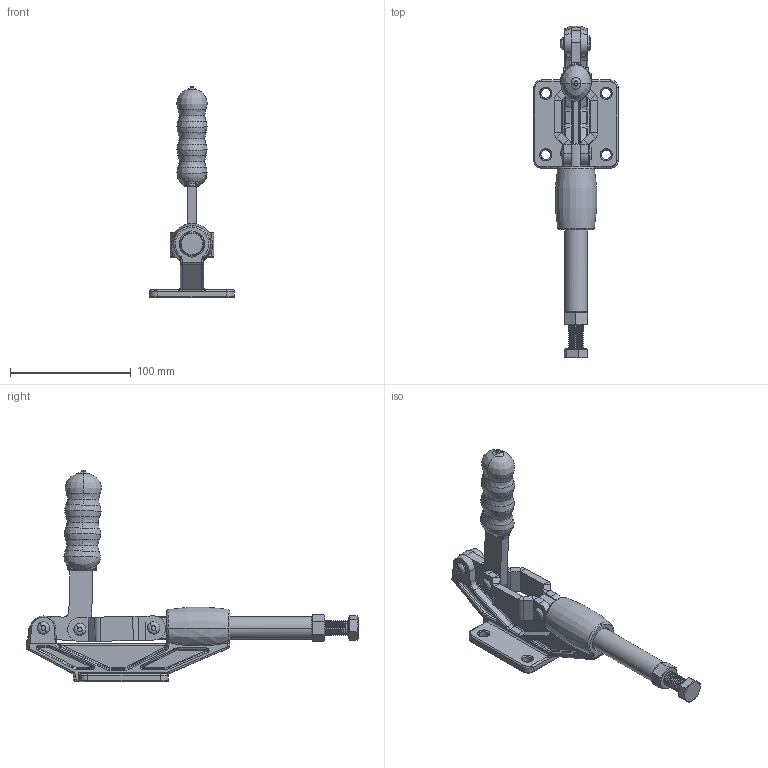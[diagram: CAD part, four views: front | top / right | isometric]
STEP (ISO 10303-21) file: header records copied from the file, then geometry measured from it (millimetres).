
FILE_DESCRIPTION((''),' ');
FILE_NAME('GH-305HM.stp',' ',('stephen'),('BIB design'),' ','ACIS 14.0',' ');
FILE_SCHEMA(('automotive_design'));
Length unit declared in the file: inch
Products named in the file (11): Part_2648; Part_5444; Part_5447; Part_5446; Part_5448; Part_5449; Part_5450; Part_49342; Part_49521; Part_49588; Part_11448
Bounding box: 70 x 274.5 x 174.8 mm (x, y, z)
Volume: 231159.4 mm3; surface area: 76119.3 mm2
Topology: 11 solids, 11 shells, 799 faces, 2895 edges, 2099 vertices
Faces by surface type: revolution 427, bspline 341, plane 13, cylinder 12, cone 6
Entity records: 103518 total; most frequent: CARTESIAN_POINT 48306, PRESENTATION_STYLE_ASSIGNMENT 6503, COLOUR_RGB 6503, STYLED_ITEM 5767, ORIENTED_EDGE 5716, DIRECTION 4114, CURVE_STYLE 3594, EDGE_CURVE 2858
